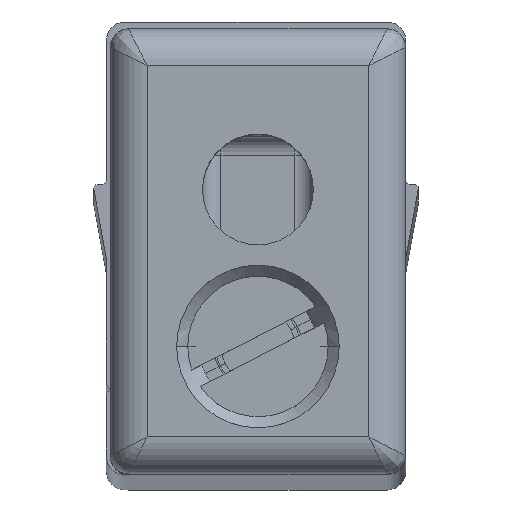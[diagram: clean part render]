
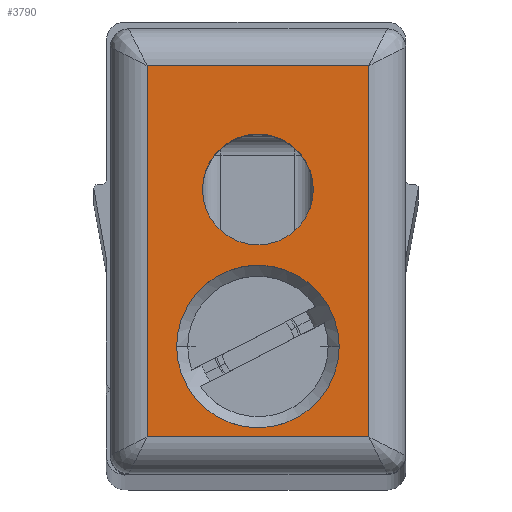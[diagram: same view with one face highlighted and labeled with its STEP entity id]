
A CAD part, top view. The second image highlights one B-rep face of the part: STEP entity #3790.
In plain terms, the highlighted planar face has unit normal (0, 0, 1).
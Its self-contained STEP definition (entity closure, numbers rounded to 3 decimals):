
#32 = DIRECTION ( 'NONE',  ( 0., 0., 1. ) ) ;
#166 = EDGE_CURVE ( 'NONE', #2987, #7051, #227, .T. ) ;
#216 = EDGE_CURVE ( 'NONE', #5576, #7443, #4432, .T. ) ;
#225 = DIRECTION ( 'NONE',  ( 0., 0., 1. ) ) ;
#227 = LINE ( 'NONE', #576, #7581 ) ;
#300 = CARTESIAN_POINT ( 'NONE',  ( 0., 1.675, 10. ) ) ;
#399 = EDGE_CURVE ( 'NONE', #4948, #5955, #3143, .T. ) ;
#450 = CARTESIAN_POINT ( 'NONE',  ( 0., 1.675, 10. ) ) ;
#507 = CARTESIAN_POINT ( 'NONE',  ( 3., 5.025, 10. ) ) ;
#540 = DIRECTION ( 'NONE',  ( 1., 0., 0. ) ) ;
#547 = CIRCLE ( 'NONE', #3615, 1.5 ) ;
#576 = CARTESIAN_POINT ( 'NONE',  ( 3.5, -5.025, 10. ) ) ;
#907 = CARTESIAN_POINT ( 'NONE',  ( -3.5, 5.025, 10. ) ) ;
#913 = DIRECTION ( 'NONE',  ( 1., 0., 0. ) ) ;
#923 = CARTESIAN_POINT ( 'NONE',  ( -3., -5.525, 10. ) ) ;
#1068 = DIRECTION ( 'NONE',  ( 1., 0., 0. ) ) ;
#1080 = DIRECTION ( 'NONE',  ( -1., 0., 0. ) ) ;
#1245 = CARTESIAN_POINT ( 'NONE',  ( -2.2, -2.575, 10. ) ) ;
#1288 = AXIS2_PLACEMENT_3D ( 'NONE', #4043, #4065, #4078 ) ;
#1516 = EDGE_CURVE ( 'NONE', #7259, #2834, #7108, .T. ) ;
#1924 = CARTESIAN_POINT ( 'NONE',  ( -3., -5.025, 10. ) ) ;
#2200 = VECTOR ( 'NONE', #4912, 1000. ) ;
#2254 = ORIENTED_EDGE ( 'NONE', *, *, #2934, .T. ) ;
#2356 = CIRCLE ( 'NONE', #3670, 2.2 ) ;
#2584 = ORIENTED_EDGE ( 'NONE', *, *, #399, .F. ) ;
#2639 = EDGE_LOOP ( 'NONE', ( #2254, #4012, #7168, #2817 ) ) ;
#2817 = ORIENTED_EDGE ( 'NONE', *, *, #166, .T. ) ;
#2834 = VERTEX_POINT ( 'NONE', #1245 ) ;
#2934 = EDGE_CURVE ( 'NONE', #7051, #5576, #3773, .T. ) ;
#2987 = VERTEX_POINT ( 'NONE', #1924 ) ;
#3143 = CIRCLE ( 'NONE', #7448, 1.5 ) ;
#3291 = EDGE_CURVE ( 'NONE', #7443, #2987, #6083, .T. ) ;
#3486 = FACE_BOUND ( 'NONE', #5963, .T. ) ;
#3615 = AXIS2_PLACEMENT_3D ( 'NONE', #450, #4643, #1068 ) ;
#3617 = CARTESIAN_POINT ( 'NONE',  ( 0., -2.575, 10. ) ) ;
#3670 = AXIS2_PLACEMENT_3D ( 'NONE', #3617, #32, #4217 ) ;
#3773 = LINE ( 'NONE', #5517, #2200 ) ;
#3790 = ADVANCED_FACE ( 'NONE', ( #3486, #4697, #6269 ), #7406, .T. ) ;
#3945 = CARTESIAN_POINT ( 'NONE',  ( 3., -5.025, 10. ) ) ;
#4012 = ORIENTED_EDGE ( 'NONE', *, *, #216, .T. ) ;
#4043 = CARTESIAN_POINT ( 'NONE',  ( 0., -2.575, 10. ) ) ;
#4065 = DIRECTION ( 'NONE',  ( 0., 0., 1. ) ) ;
#4078 = DIRECTION ( 'NONE',  ( 1., 0., 0. ) ) ;
#4217 = DIRECTION ( 'NONE',  ( 1., 0., 0. ) ) ;
#4384 = ORIENTED_EDGE ( 'NONE', *, *, #1516, .F. ) ;
#4432 = LINE ( 'NONE', #907, #5645 ) ;
#4482 = DIRECTION ( 'NONE',  ( 0., 0., 1. ) ) ;
#4507 = VECTOR ( 'NONE', #5687, 1000. ) ;
#4575 = ORIENTED_EDGE ( 'NONE', *, *, #6687, .F. ) ;
#4643 = DIRECTION ( 'NONE',  ( 0., 0., 1. ) ) ;
#4697 = FACE_OUTER_BOUND ( 'NONE', #2639, .T. ) ;
#4912 = DIRECTION ( 'NONE',  ( 0., 1., 0. ) ) ;
#4948 = VERTEX_POINT ( 'NONE', #7592 ) ;
#5085 = ORIENTED_EDGE ( 'NONE', *, *, #5536, .F. ) ;
#5305 = AXIS2_PLACEMENT_3D ( 'NONE', #7432, #4482, #913 ) ;
#5517 = CARTESIAN_POINT ( 'NONE',  ( 3., 5.525, 10. ) ) ;
#5536 = EDGE_CURVE ( 'NONE', #5955, #4948, #547, .T. ) ;
#5576 = VERTEX_POINT ( 'NONE', #507 ) ;
#5645 = VECTOR ( 'NONE', #1080, 1000. ) ;
#5687 = DIRECTION ( 'NONE',  ( 0., -1., 0. ) ) ;
#5693 = CARTESIAN_POINT ( 'NONE',  ( 1.5, 1.675, 10. ) ) ;
#5926 = DIRECTION ( 'NONE',  ( 1., 0., 0. ) ) ;
#5955 = VERTEX_POINT ( 'NONE', #5693 ) ;
#5963 = EDGE_LOOP ( 'NONE', ( #5085, #2584 ) ) ;
#6083 = LINE ( 'NONE', #923, #4507 ) ;
#6269 = FACE_BOUND ( 'NONE', #7179, .T. ) ;
#6687 = EDGE_CURVE ( 'NONE', #2834, #7259, #2356, .T. ) ;
#7051 = VERTEX_POINT ( 'NONE', #3945 ) ;
#7108 = CIRCLE ( 'NONE', #1288, 2.2 ) ;
#7168 = ORIENTED_EDGE ( 'NONE', *, *, #3291, .T. ) ;
#7179 = EDGE_LOOP ( 'NONE', ( #4384, #4575 ) ) ;
#7259 = VERTEX_POINT ( 'NONE', #7703 ) ;
#7406 = PLANE ( 'NONE',  #5305 ) ;
#7432 = CARTESIAN_POINT ( 'NONE',  ( 0., 0., 10. ) ) ;
#7443 = VERTEX_POINT ( 'NONE', #7632 ) ;
#7448 = AXIS2_PLACEMENT_3D ( 'NONE', #300, #225, #5926 ) ;
#7581 = VECTOR ( 'NONE', #540, 1000. ) ;
#7592 = CARTESIAN_POINT ( 'NONE',  ( -1.5, 1.675, 10. ) ) ;
#7632 = CARTESIAN_POINT ( 'NONE',  ( -3., 5.025, 10. ) ) ;
#7703 = CARTESIAN_POINT ( 'NONE',  ( 2.2, -2.575, 10. ) ) ;
